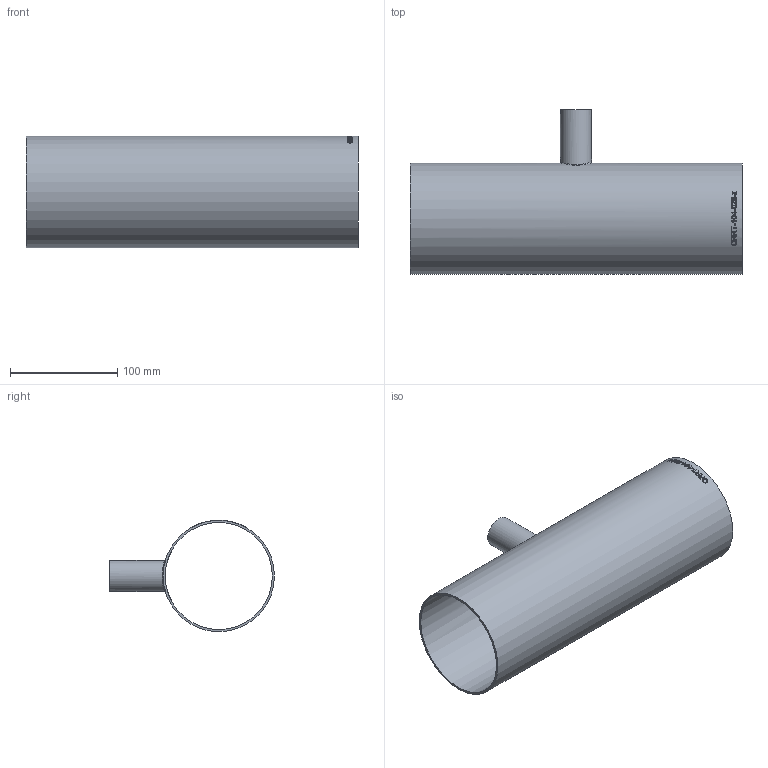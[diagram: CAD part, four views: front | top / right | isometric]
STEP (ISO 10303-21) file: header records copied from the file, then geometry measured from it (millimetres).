
FILE_DESCRIPTION (( 'STEP AP214' ), '1' );
FILE_NAME ('ORRT-104-029-x T-Stück reduziert 2004.STEP', '2020-04-08T11:07:49', ( '' ), ( '' ), 'SwSTEP 2.0', 'SolidWorks 2019', '' );
FILE_SCHEMA (( 'AUTOMOTIVE_DESIGN' ));
Length unit declared in the file: millimetre
Products named in the file (1): ORRT-104-029-x T-Stück reduziert 2004
Bounding box: 310 x 154 x 104 mm (x, y, z)
Volume: 206167.8 mm3; surface area: 207707.6 mm2
Topology: 1 solids, 1 shells, 179 faces, 466 edges, 310 vertices
Faces by surface type: bspline 89, plane 65, cylinder 25
Full cylindrical faces by diameter (mm): 25 x1, 29 x1, 100 x1, 104 x1
Entity records: 23060 total; most frequent: CARTESIAN_POINT 17610, ORIENTED_EDGE 914, EDGE_CURVE 457, DIRECTION 437, VERTEX_POINT 308, B_SPLINE_CURVE_WITH_KNOTS 280, EDGE_LOOP 211, FACE_OUTER_BOUND 185
